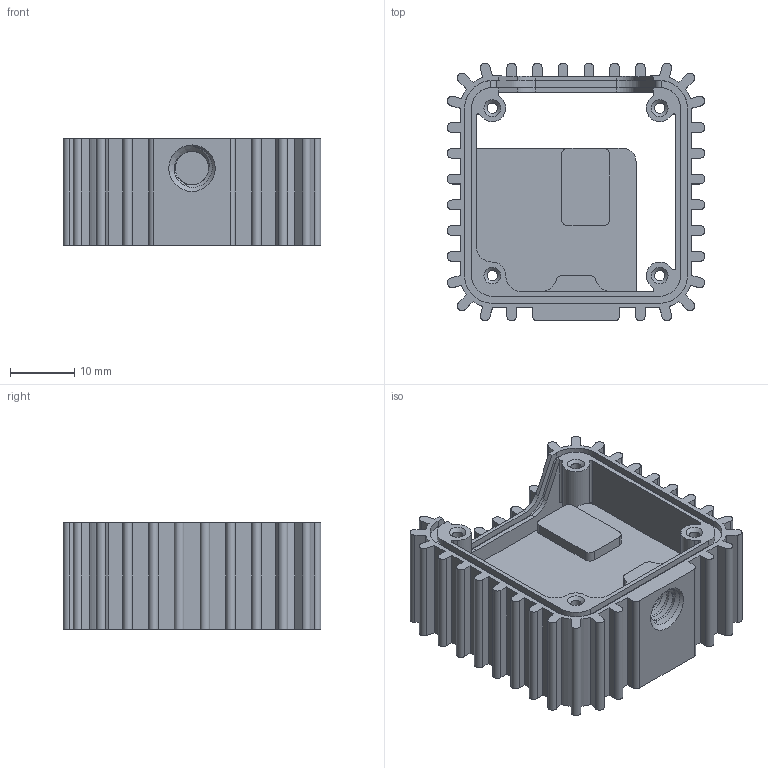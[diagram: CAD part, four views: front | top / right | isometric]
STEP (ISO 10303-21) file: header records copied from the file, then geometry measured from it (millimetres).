
FILE_DESCRIPTION(/* description */ (''),/* implementation_level */ '2;1');
FILE_NAME(/* name */ 'core_cooler.step',/* time_stamp */ '2025-04-30T10:38:49+08:00',/* author */ (''),/* organization */ (''),/* preprocessor_version */ 'ST-DEVELOPER v20.1',/* originating_system */ 'Autodesk Translation Framework v14.4.0.0',/* authorisation */ '');
FILE_SCHEMA (('AUTOMOTIVE_DESIGN { 1 0 10303 214 3 1 1 }'));
Length unit declared in the file: millimetre
Products named in the file (3): RECAMERA-GIMBAL_ASM; RECAMERA-4040_ASM; RECAMERA-MIDDLEFRAME-4040-1
Assembly tree (2 placements, depth 3):
  RECAMERA-GIMBAL_ASM
    RECAMERA-4040_ASM
      RECAMERA-MIDDLEFRAME-4040-1
Bounding box: 40 x 40 x 16.6 mm (x, y, z)
Volume: 9302.2 mm3; surface area: 8810.1 mm2
Topology: 1 solids, 1 shells, 289 faces, 843 edges, 559 vertices
Faces by surface type: plane 162, cylinder 114, cone 9, bspline 4
Full cylindrical faces by diameter (mm): 1.6 x4, 5.2 x3
Entity records: 11025 total; most frequent: CARTESIAN_POINT 3107, ORIENTED_EDGE 1686, DIRECTION 1634, EDGE_CURVE 843, LINE 586, VECTOR 586, VERTEX_POINT 559, AXIS2_PLACEMENT_3D 524
